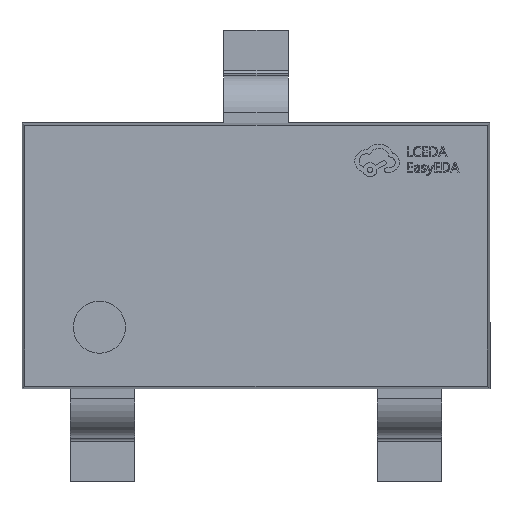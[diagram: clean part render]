
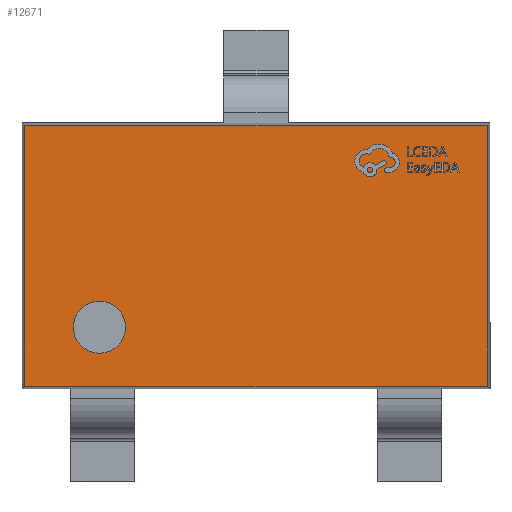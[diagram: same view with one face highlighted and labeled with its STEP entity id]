
A CAD part, top view. The second image highlights one B-rep face of the part: STEP entity #12671.
In plain terms, the highlighted planar face has unit normal (0, 0, 1).
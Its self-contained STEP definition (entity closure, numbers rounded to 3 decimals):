
#200 = ORIENTED_EDGE ( 'NONE', *, *, #15822, .T. ) ;
#216 = VERTEX_POINT ( 'NONE', #3218 ) ;
#217 = VECTOR ( 'NONE', #1334, 1000. ) ;
#413 = CARTESIAN_POINT ( 'NONE',  ( 1.433, 0.825, 0.25 ) ) ;
#459 = VERTEX_POINT ( 'NONE', #5325 ) ;
#531 = CARTESIAN_POINT ( 'NONE',  ( -0.97, -0.443, 0.25 ) ) ;
#1034 = CARTESIAN_POINT ( 'NONE',  ( -1.131, -0.443, 0.25 ) ) ;
#1334 = DIRECTION ( 'NONE',  ( -1., 0., 0. ) ) ;
#2163 = CARTESIAN_POINT ( 'NONE',  ( -0.97, -0.443, 0.25 ) ) ;
#2536 = ORIENTED_EDGE ( 'NONE', *, *, #16991, .F. ) ;
#3209 = DIRECTION ( 'NONE',  ( 0., 0., 1. ) ) ;
#3210 = DIRECTION ( 'NONE',  ( 1., 0., 0. ) ) ;
#3218 = CARTESIAN_POINT ( 'NONE',  ( 1.433, 0.808, 0.25 ) ) ;
#3354 = ORIENTED_EDGE ( 'NONE', *, *, #11667, .T. ) ;
#3501 = CIRCLE ( 'NONE', #13459, 0.161 ) ;
#3996 = AXIS2_PLACEMENT_3D ( 'NONE', #15159, #13937, #3210 ) ;
#4651 = CARTESIAN_POINT ( 'NONE',  ( -1.433, -0.808, 0.25 ) ) ;
#5325 = CARTESIAN_POINT ( 'NONE',  ( -1.433, 0.808, 0.25 ) ) ;
#5593 = DIRECTION ( 'NONE',  ( 0., -1., 0. ) ) ;
#7498 = DIRECTION ( 'NONE',  ( 0., 0., 1. ) ) ;
#7517 = LINE ( 'NONE', #9054, #16390 ) ;
#7806 = ORIENTED_EDGE ( 'NONE', *, *, #11349, .T. ) ;
#8154 = AXIS2_PLACEMENT_3D ( 'NONE', #531, #3209, #10921 ) ;
#8203 = CARTESIAN_POINT ( 'NONE',  ( -1.45, 0.808, 0.25 ) ) ;
#8292 = ORIENTED_EDGE ( 'NONE', *, *, #9130, .F. ) ;
#8356 = FACE_OUTER_BOUND ( 'NONE', #16290, .T. ) ;
#8780 = EDGE_CURVE ( 'NONE', #10413, #216, #15210, .T. ) ;
#9016 = VECTOR ( 'NONE', #13660, 1000. ) ;
#9054 = CARTESIAN_POINT ( 'NONE',  ( -1.45, -0.808, 0.25 ) ) ;
#9130 = EDGE_CURVE ( 'NONE', #11582, #17037, #3501, .T. ) ;
#9364 = CARTESIAN_POINT ( 'NONE',  ( -1.433, 0.825, 0.25 ) ) ;
#9522 = LINE ( 'NONE', #9364, #10516 ) ;
#10170 = DIRECTION ( 'NONE',  ( 1., 0., 0. ) ) ;
#10413 = VERTEX_POINT ( 'NONE', #11130 ) ;
#10516 = VECTOR ( 'NONE', #5593, 1000. ) ;
#10921 = DIRECTION ( 'NONE',  ( 1., 0., 0. ) ) ;
#11130 = CARTESIAN_POINT ( 'NONE',  ( 1.433, -0.808, 0.25 ) ) ;
#11270 = EDGE_LOOP ( 'NONE', ( #8292, #2536 ) ) ;
#11349 = EDGE_CURVE ( 'NONE', #14338, #10413, #7517, .T. ) ;
#11435 = CARTESIAN_POINT ( 'NONE',  ( -0.809, -0.443, 0.25 ) ) ;
#11582 = VERTEX_POINT ( 'NONE', #11435 ) ;
#11667 = EDGE_CURVE ( 'NONE', #459, #14338, #9522, .T. ) ;
#11705 = CIRCLE ( 'NONE', #8154, 0.161 ) ;
#12671 = ADVANCED_FACE ( 'NONE', ( #13852, #8356 ), #15230, .T. ) ;
#12725 = DIRECTION ( 'NONE',  ( 1., 0., 0. ) ) ;
#13359 = LINE ( 'NONE', #8203, #217 ) ;
#13459 = AXIS2_PLACEMENT_3D ( 'NONE', #2163, #7498, #12725 ) ;
#13660 = DIRECTION ( 'NONE',  ( 0., 1., 0. ) ) ;
#13852 = FACE_BOUND ( 'NONE', #11270, .T. ) ;
#13937 = DIRECTION ( 'NONE',  ( 0., 0., 1. ) ) ;
#14338 = VERTEX_POINT ( 'NONE', #4651 ) ;
#15159 = CARTESIAN_POINT ( 'NONE',  ( 0., 0., 0.25 ) ) ;
#15210 = LINE ( 'NONE', #413, #9016 ) ;
#15230 = PLANE ( 'NONE',  #3996 ) ;
#15822 = EDGE_CURVE ( 'NONE', #216, #459, #13359, .T. ) ;
#16226 = ORIENTED_EDGE ( 'NONE', *, *, #8780, .T. ) ;
#16290 = EDGE_LOOP ( 'NONE', ( #16226, #200, #3354, #7806 ) ) ;
#16390 = VECTOR ( 'NONE', #10170, 1000. ) ;
#16991 = EDGE_CURVE ( 'NONE', #17037, #11582, #11705, .T. ) ;
#17037 = VERTEX_POINT ( 'NONE', #1034 ) ;
